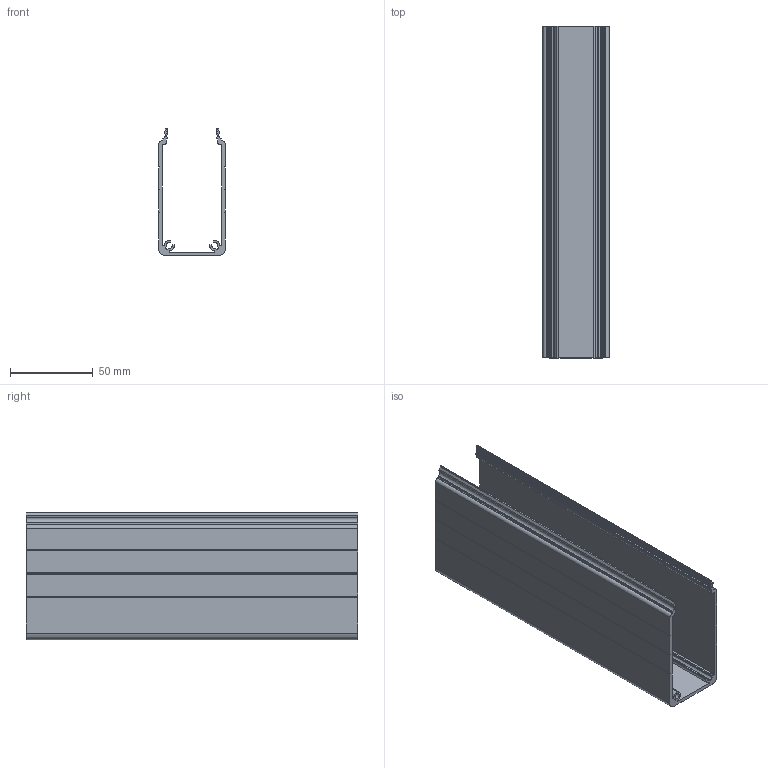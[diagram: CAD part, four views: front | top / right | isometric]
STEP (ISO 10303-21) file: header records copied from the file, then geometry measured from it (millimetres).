
FILE_DESCRIPTION (( 'STEP AP203' ), '1' );
FILE_NAME ('201804199_c_1.STEP', '2023-03-19T03:14:34', ( '' ), ( '' ), 'SwSTEP 2.0', 'SolidWorks 2014', '' );
FILE_SCHEMA (( 'CONFIG_CONTROL_DESIGN' ));
Length unit declared in the file: millimetre
Products named in the file (1): 201804199_c_1
Bounding box: 40 x 200 x 76.96 mm (x, y, z)
Volume: 88110.7 mm3; surface area: 86148.7 mm2
Topology: 1 solids, 1 shells, 207 faces, 615 edges, 410 vertices
Faces by surface type: cylinder 120, plane 87
Entity records: 7106 total; most frequent: DIRECTION 1271, CARTESIAN_POINT 1233, ORIENTED_EDGE 1230, EDGE_CURVE 615, AXIS2_PLACEMENT_3D 448, VERTEX_POINT 410, LINE 375, VECTOR 375
